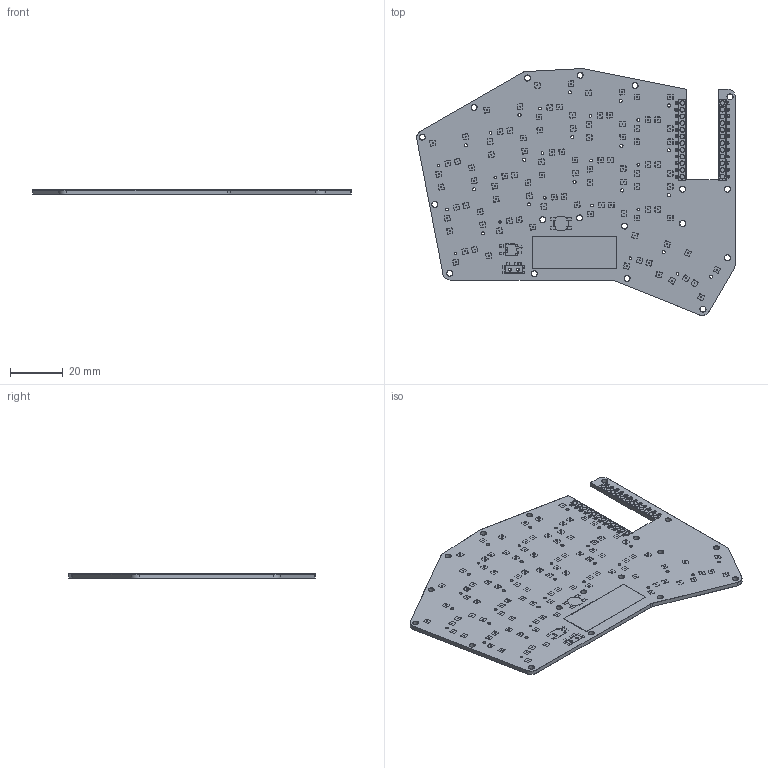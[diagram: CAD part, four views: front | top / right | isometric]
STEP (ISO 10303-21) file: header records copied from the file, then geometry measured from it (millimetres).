
FILE_DESCRIPTION(('KiCad electronic assembly'),'2;1');
FILE_NAME('slimsplaydy_left_unrouted.step','2025-05-21T20:11:07',( 'Pcbnew'),('Kicad'),'Open CASCADE STEP processor 7.8', 'KiCad to STEP converter','Unknown');
FILE_SCHEMA(('AUTOMOTIVE_DESIGN { 1 0 10303 214 1 1 1 1 }'));
Length unit declared in the file: millimetre
Products named in the file (5): slimsplaydy_left_unrouted 1; slimsplaydy_left_unrouted_pad; slimsplaydy_left_unrouted_silkscreen; slimsplaydy_left_unrouted_soldermask; slimsplaydy_left_unrouted_PCB
Assembly tree (4 placements, depth 2):
  slimsplaydy_left_unrouted 1
    slimsplaydy_left_unrouted_pad
    slimsplaydy_left_unrouted_silkscreen
    slimsplaydy_left_unrouted_soldermask
    slimsplaydy_left_unrouted_PCB
Bounding box: 120.85 x 93.62 x 1.64 mm (x, y, z)
Volume: 12616.8 mm3; surface area: 35114.9 mm2
Topology: 148 solids, 218 shells, 1590 faces, 6607 edges, 5383 vertices
Faces by surface type: plane 867, cylinder 723
Full cylindrical faces by diameter (mm): 0.35 x102, 0.4 x102, 0.9 x6, 1 x21, 1.2 x17, 1.7 x24, 2.2 x18
Entity records: 73033 total; most frequent: CARTESIAN_POINT 13585, DIRECTION 12198, ORIENTED_EDGE 10279, EDGE_CURVE 6607, VERTEX_POINT 5383, LINE 4206, VECTOR 4206, AXIS2_PLACEMENT_3D 3996
